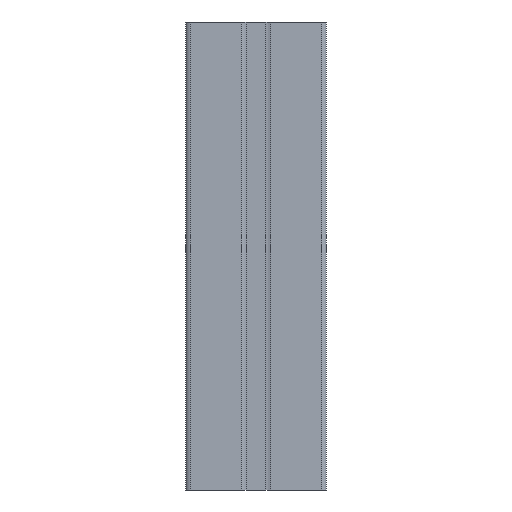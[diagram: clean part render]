
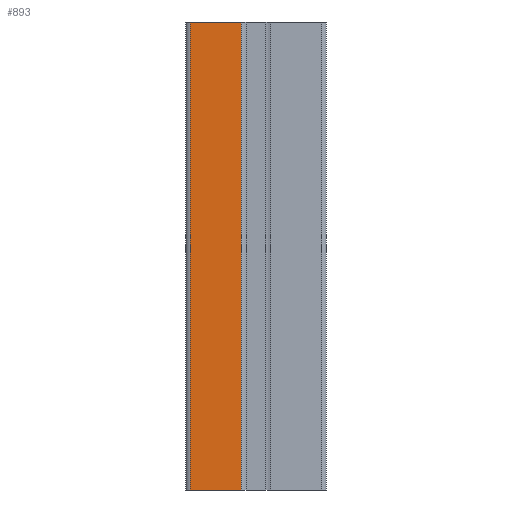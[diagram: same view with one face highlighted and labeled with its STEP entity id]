
A CAD part, left-side view. The second image highlights one B-rep face of the part: STEP entity #893.
In plain terms, the highlighted planar face has unit normal (-1, 0, 0).
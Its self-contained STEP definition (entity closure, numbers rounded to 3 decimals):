
#210=CARTESIAN_POINT('',(-15.,3.1,0.0));
#211=VERTEX_POINT('',#210);
#226=CARTESIAN_POINT('',(-15.,3.1,100.0));
#227=VERTEX_POINT('',#226);
#234=CARTESIAN_POINT('',(-15.,3.1,0.0));
#235=DIRECTION('',(0.0,0.0,1.0));
#236=VECTOR('',#235,100.0);
#237=LINE('',#234,#236);
#238=EDGE_CURVE('',#211,#227,#237,.T.);
#374=CARTESIAN_POINT('',(-15.,14.,0.0));
#375=VERTEX_POINT('',#374);
#376=CARTESIAN_POINT('',(-15.,3.1,0.0));
#377=DIRECTION('',(0.0,1.0,0.0));
#378=VECTOR('',#377,10.9);
#379=LINE('',#376,#378);
#380=EDGE_CURVE('',#211,#375,#379,.T.);
#870=CARTESIAN_POINT('',(-15.,3.1,0.0));
#871=DIRECTION('',(-1.0,0.0,0.0));
#872=DIRECTION('',(0.0,0.0,1.0));
#873=AXIS2_PLACEMENT_3D('',#870,#871,#872);
#874=PLANE('',#873);
#875=ORIENTED_EDGE('',*,*,#238,.T.);
#876=CARTESIAN_POINT('',(-15.,14.,100.0));
#877=VERTEX_POINT('',#876);
#878=CARTESIAN_POINT('',(-15.,3.1,100.0));
#879=DIRECTION('',(0.0,1.0,0.0));
#880=VECTOR('',#879,10.9);
#881=LINE('',#878,#880);
#882=EDGE_CURVE('',#227,#877,#881,.T.);
#883=ORIENTED_EDGE('',*,*,#882,.T.);
#884=CARTESIAN_POINT('',(-15.,14.,0.0));
#885=DIRECTION('',(0.0,0.0,1.0));
#886=VECTOR('',#885,100.0);
#887=LINE('',#884,#886);
#888=EDGE_CURVE('',#375,#877,#887,.T.);
#889=ORIENTED_EDGE('',*,*,#888,.F.);
#890=ORIENTED_EDGE('',*,*,#380,.F.);
#891=EDGE_LOOP('',(#875,#883,#889,#890));
#892=FACE_OUTER_BOUND('',#891,.T.);
#893=ADVANCED_FACE('',(#892),#874,.T.);
